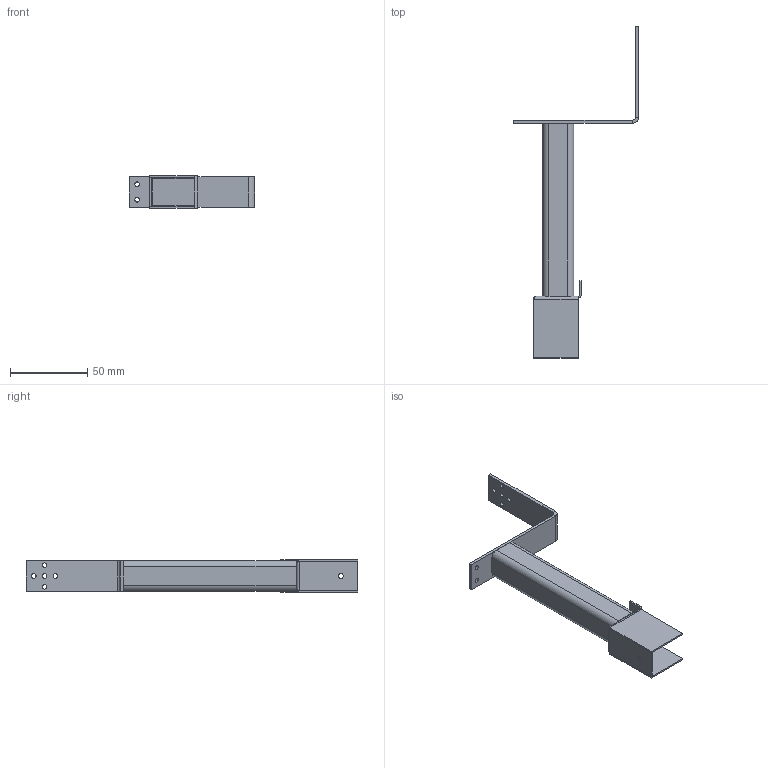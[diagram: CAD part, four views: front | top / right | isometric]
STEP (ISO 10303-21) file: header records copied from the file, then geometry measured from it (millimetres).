
FILE_DESCRIPTION (( 'STEP AP203' ), '1' );
FILE_NAME ('Top Half-U-Long L cut.STEP', '2020-06-27T06:46:50', ( '' ), ( '' ), 'SwSTEP 2.0', 'SolidWorks 2017', '' );
FILE_SCHEMA (( 'CONFIG_CONTROL_DESIGN' ));
Length unit declared in the file: millimetre
Products named in the file (1): Top Half-U-Long L cut
Bounding box: 81 x 215 x 21 mm (x, y, z)
Volume: 24530.4 mm3; surface area: 30180.9 mm2
Topology: 3 solids, 3 shells, 100 faces, 220 edges, 126 vertices
Faces by surface type: plane 64, cylinder 32, bspline 4
Entity records: 2929 total; most frequent: CARTESIAN_POINT 645, DIRECTION 458, ORIENTED_EDGE 440, EDGE_CURVE 220, AXIS2_PLACEMENT_3D 155, VECTOR 148, LINE 148, VERTEX_POINT 126
